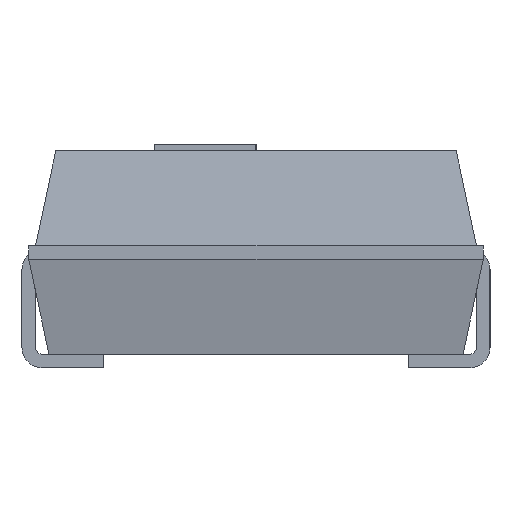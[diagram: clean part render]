
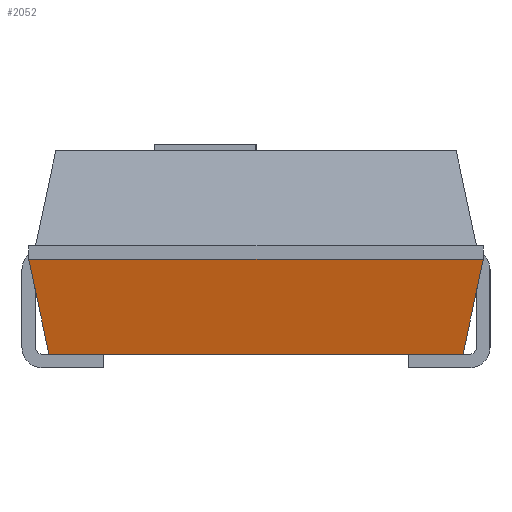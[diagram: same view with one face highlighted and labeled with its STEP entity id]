
A CAD part, left-side view. The second image highlights one B-rep face of the part: STEP entity #2052.
In plain terms, the highlighted free-form (B-spline) face has degree [1, 1] with [2, 2] control points.
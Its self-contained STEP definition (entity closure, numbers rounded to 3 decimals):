
#59=CARTESIAN_POINT('',(-11.912,-3.052,0.1));
#251=VERTEX_POINT('',#59);
#253=EDGE_CURVE('',#254,#251,#256,.T.);
#254=VERTEX_POINT('',#255);
#255=CARTESIAN_POINT('',(-11.912,3.052,0.1));
#256=LINE('',#255,#257);
#257=VECTOR('',#258,1.);
#258=DIRECTION('',(0.,-1.,0.));
#487=EDGE_CURVE('',#254,#488,#490,.T.);
#488=VERTEX_POINT('',#489);
#489=CARTESIAN_POINT('',(-12.21,3.35,1.5));
#490=B_SPLINE_CURVE_WITH_KNOTS('',1,(#255,#489),.UNSPECIFIED.,.F.,.F.,(2,2),(0.,1.),.PIECEWISE_BEZIER_KNOTS.);
#743=EDGE_CURVE('',#251,#744,#746,.T.);
#744=VERTEX_POINT('',#745);
#745=CARTESIAN_POINT('',(-12.21,-3.35,1.5));
#746=B_SPLINE_CURVE_WITH_KNOTS('',1,(#59,#745),.UNSPECIFIED.,.F.,.F.,(2,2),(0.,1.),.PIECEWISE_BEZIER_KNOTS.);
#2052=ADVANCED_FACE('',(#2053),#2061,.T.);
#2053=FACE_BOUND('',#2054,.T.);
#2054=EDGE_LOOP('',(#2055,#2056,#2057,#2060));
#2055=ORIENTED_EDGE('',*,*,#253,.T.);
#2056=ORIENTED_EDGE('',*,*,#743,.T.);
#2057=ORIENTED_EDGE('',*,*,#2058,.F.);
#2058=EDGE_CURVE('',#488,#744,#2059,.T.);
#2059=LINE('',#489,#257);
#2060=ORIENTED_EDGE('',*,*,#487,.F.);
#2061=B_SPLINE_SURFACE_WITH_KNOTS('',1,1,((#255,#489),(#59,#745)),.UNSPECIFIED.,.F.,.F.,.F.,(2,2),(2,2),(0.,6.7),(0.,1.),.PIECEWISE_BEZIER_KNOTS.);
